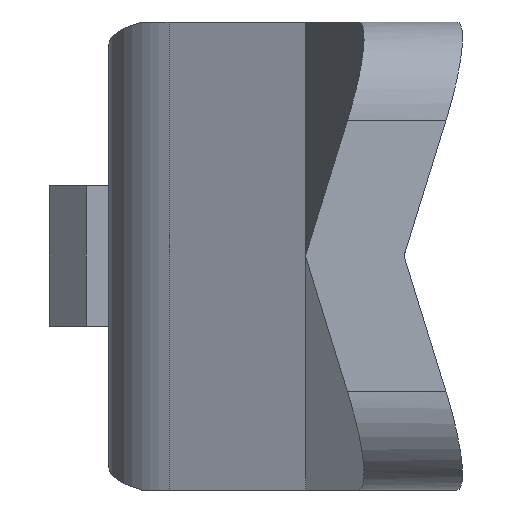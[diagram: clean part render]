
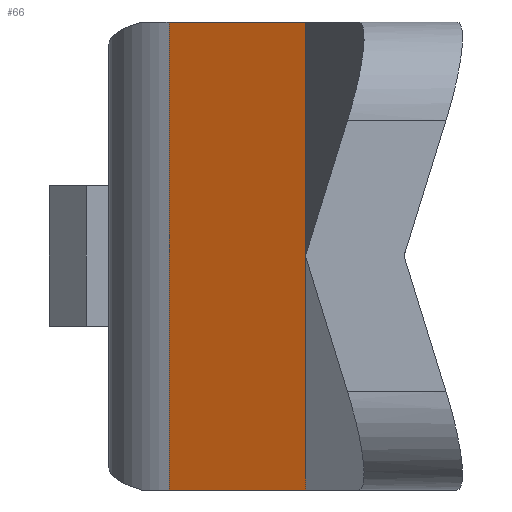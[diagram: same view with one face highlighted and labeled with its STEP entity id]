
A CAD part, left-side view. The second image highlights one B-rep face of the part: STEP entity #66.
In plain terms, the highlighted planar face has unit normal (-0.923, 0.385, 0).
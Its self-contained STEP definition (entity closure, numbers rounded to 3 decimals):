
#66 = ADVANCED_FACE( '', ( #160 ), #161, .F. );
#160 = FACE_OUTER_BOUND( '', #278, .T. );
#161 = PLANE( '', #279 );
#278 = EDGE_LOOP( '', ( #417, #418, #419, #420 ) );
#279 = AXIS2_PLACEMENT_3D( '', #421, #422, #423 );
#417 = ORIENTED_EDGE( '', *, *, #745, .T. );
#418 = ORIENTED_EDGE( '', *, *, #746, .F. );
#419 = ORIENTED_EDGE( '', *, *, #747, .F. );
#420 = ORIENTED_EDGE( '', *, *, #748, .T. );
#421 = CARTESIAN_POINT( '', ( -17.693, 1.538, 9.5 ) );
#422 = DIRECTION( '', ( 0.923, -0.385, 0. ) );
#423 = DIRECTION( '', ( 0.385, 0.923, 0. ) );
#745 = EDGE_CURVE( '', #902, #903, #904, .T. );
#746 = EDGE_CURVE( '', #905, #903, #906, .T. );
#747 = EDGE_CURVE( '', #907, #905, #908, .T. );
#748 = EDGE_CURVE( '', #907, #902, #909, .T. );
#902 = VERTEX_POINT( '', #1117 );
#903 = VERTEX_POINT( '', #1118 );
#904 = LINE( '', #1119, #1120 );
#905 = VERTEX_POINT( '', #1121 );
#906 = LINE( '', #1122, #1123 );
#907 = VERTEX_POINT( '', #1124 );
#908 = LINE( '', #1125, #1126 );
#909 = LINE( '', #1127, #1128 );
#1117 = CARTESIAN_POINT( '', ( -17.693, 1.538, -9.5 ) );
#1118 = CARTESIAN_POINT( '', ( -20., -4., -9.5 ) );
#1119 = CARTESIAN_POINT( '', ( -17.693, 1.538, -9.5 ) );
#1120 = VECTOR( '', #1357, 1000. );
#1121 = CARTESIAN_POINT( '', ( -20., -4., 9.5 ) );
#1122 = CARTESIAN_POINT( '', ( -20., -4., 9.5 ) );
#1123 = VECTOR( '', #1358, 1000. );
#1124 = CARTESIAN_POINT( '', ( -17.693, 1.538, 9.5 ) );
#1125 = CARTESIAN_POINT( '', ( -17.693, 1.538, 9.5 ) );
#1126 = VECTOR( '', #1359, 1000. );
#1127 = CARTESIAN_POINT( '', ( -17.693, 1.538, 9.5 ) );
#1128 = VECTOR( '', #1360, 1000. );
#1357 = DIRECTION( '', ( -0.385, -0.923, 0. ) );
#1358 = DIRECTION( '', ( 0., 0., -1. ) );
#1359 = DIRECTION( '', ( -0.385, -0.923, 0. ) );
#1360 = DIRECTION( '', ( 0., 0., -1. ) );
